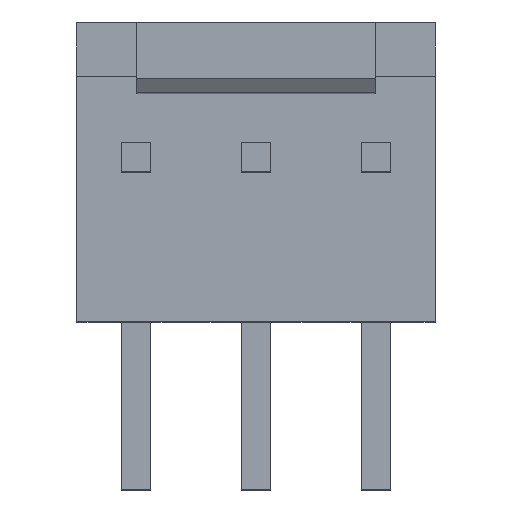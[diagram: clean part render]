
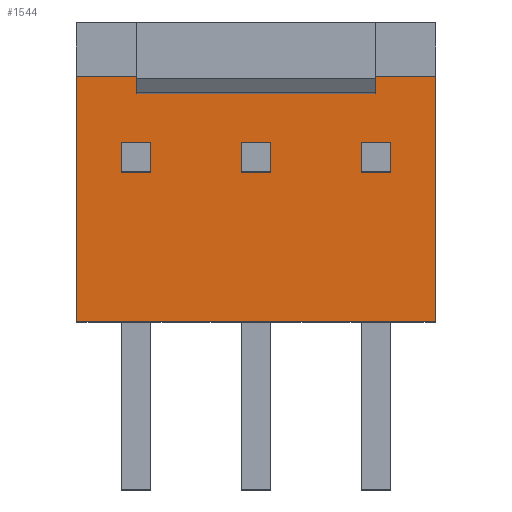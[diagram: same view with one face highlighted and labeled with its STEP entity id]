
A CAD part, top view. The second image highlights one B-rep face of the part: STEP entity #1544.
In plain terms, the highlighted planar face has unit normal (0, 0, 1).
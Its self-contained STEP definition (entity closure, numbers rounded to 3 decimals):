
#138=DIRECTION('',(0.,-1.,0.));
#139=VECTOR('',#138,5.207);
#140=CARTESIAN_POINT('',(-3.81,1.727,0.));
#141=LINE('',#140,#139);
#342=DIRECTION('',(1.,0.,0.));
#343=VECTOR('',#342,7.62);
#344=CARTESIAN_POINT('',(-3.81,1.727,0.));
#345=LINE('',#344,#343);
#346=DIRECTION('',(0.,1.,0.));
#347=VECTOR('',#346,0.622);
#348=CARTESIAN_POINT('',(2.229,-0.311,0.));
#349=LINE('',#348,#347);
#350=DIRECTION('',(1.,0.,0.));
#351=VECTOR('',#350,0.622);
#352=CARTESIAN_POINT('',(2.229,-0.311,0.));
#353=LINE('',#352,#351);
#354=DIRECTION('',(0.,1.,0.));
#355=VECTOR('',#354,0.622);
#356=CARTESIAN_POINT('',(2.851,-0.311,0.));
#357=LINE('',#356,#355);
#358=DIRECTION('',(1.,0.,0.));
#359=VECTOR('',#358,0.622);
#360=CARTESIAN_POINT('',(2.229,0.311,0.));
#361=LINE('',#360,#359);
#362=DIRECTION('',(0.,1.,0.));
#363=VECTOR('',#362,0.622);
#364=CARTESIAN_POINT('',(-0.311,-0.311,0.));
#365=LINE('',#364,#363);
#366=DIRECTION('',(1.,0.,0.));
#367=VECTOR('',#366,0.622);
#368=CARTESIAN_POINT('',(-0.311,-0.311,0.));
#369=LINE('',#368,#367);
#370=DIRECTION('',(0.,1.,0.));
#371=VECTOR('',#370,0.622);
#372=CARTESIAN_POINT('',(0.311,-0.311,0.));
#373=LINE('',#372,#371);
#374=DIRECTION('',(1.,0.,0.));
#375=VECTOR('',#374,0.622);
#376=CARTESIAN_POINT('',(-0.311,0.311,0.));
#377=LINE('',#376,#375);
#378=DIRECTION('',(0.,1.,0.));
#379=VECTOR('',#378,0.622);
#380=CARTESIAN_POINT('',(-2.851,-0.311,0.));
#381=LINE('',#380,#379);
#382=DIRECTION('',(1.,0.,0.));
#383=VECTOR('',#382,0.622);
#384=CARTESIAN_POINT('',(-2.851,-0.311,0.));
#385=LINE('',#384,#383);
#386=DIRECTION('',(0.,1.,0.));
#387=VECTOR('',#386,0.622);
#388=CARTESIAN_POINT('',(-2.229,-0.311,0.));
#389=LINE('',#388,#387);
#390=DIRECTION('',(1.,0.,0.));
#391=VECTOR('',#390,0.622);
#392=CARTESIAN_POINT('',(-2.851,0.311,0.));
#393=LINE('',#392,#391);
#414=DIRECTION('',(0.,-1.,0.));
#415=VECTOR('',#414,5.207);
#416=CARTESIAN_POINT('',(3.81,1.727,0.));
#417=LINE('',#416,#415);
#462=DIRECTION('',(1.,0.,0.));
#463=VECTOR('',#462,7.62);
#464=CARTESIAN_POINT('',(-3.81,-3.48,0.));
#465=LINE('',#464,#463);
#966=CARTESIAN_POINT('',(-3.81,-3.48,0.));
#968=VERTEX_POINT('',#966);
#972=CARTESIAN_POINT('',(3.81,-3.48,0.));
#974=VERTEX_POINT('',#972);
#978=CARTESIAN_POINT('',(-3.81,1.727,0.));
#980=VERTEX_POINT('',#978);
#984=CARTESIAN_POINT('',(3.81,1.727,0.));
#986=VERTEX_POINT('',#984);
#1058=CARTESIAN_POINT('',(2.229,-0.311,0.));
#1059=CARTESIAN_POINT('',(2.229,0.311,0.));
#1060=VERTEX_POINT('',#1058);
#1061=VERTEX_POINT('',#1059);
#1062=CARTESIAN_POINT('',(2.851,-0.311,0.));
#1063=CARTESIAN_POINT('',(2.851,0.311,0.));
#1064=VERTEX_POINT('',#1062);
#1065=VERTEX_POINT('',#1063);
#1098=CARTESIAN_POINT('',(-0.311,-0.311,0.));
#1099=CARTESIAN_POINT('',(-0.311,0.311,0.));
#1100=VERTEX_POINT('',#1098);
#1101=VERTEX_POINT('',#1099);
#1102=CARTESIAN_POINT('',(0.311,-0.311,0.));
#1103=CARTESIAN_POINT('',(0.311,0.311,0.));
#1104=VERTEX_POINT('',#1102);
#1105=VERTEX_POINT('',#1103);
#1138=CARTESIAN_POINT('',(-2.851,-0.311,0.));
#1139=CARTESIAN_POINT('',(-2.851,0.311,0.));
#1140=VERTEX_POINT('',#1138);
#1141=VERTEX_POINT('',#1139);
#1142=CARTESIAN_POINT('',(-2.229,-0.311,0.));
#1143=CARTESIAN_POINT('',(-2.229,0.311,0.));
#1144=VERTEX_POINT('',#1142);
#1145=VERTEX_POINT('',#1143);
#1502=CARTESIAN_POINT('',(-3.81,2.87,0.));
#1503=DIRECTION('',(0.,0.,1.));
#1504=DIRECTION('',(0.,-1.,0.));
#1505=AXIS2_PLACEMENT_3D('',#1502,#1503,#1504);
#1506=PLANE('',#1505);
#1507=ORIENTED_EDGE('',*,*,#1268,.T.);
#1509=ORIENTED_EDGE('',*,*,#1508,.T.);
#1511=ORIENTED_EDGE('',*,*,#1510,.F.);
#1512=ORIENTED_EDGE('',*,*,#1245,.F.);
#1513=EDGE_LOOP('',(#1507,#1509,#1511,#1512));
#1514=FACE_OUTER_BOUND('',#1513,.F.);
#1516=ORIENTED_EDGE('',*,*,#1515,.F.);
#1518=ORIENTED_EDGE('',*,*,#1517,.T.);
#1520=ORIENTED_EDGE('',*,*,#1519,.T.);
#1522=ORIENTED_EDGE('',*,*,#1521,.F.);
#1523=EDGE_LOOP('',(#1516,#1518,#1520,#1522));
#1524=FACE_BOUND('',#1523,.F.);
#1526=ORIENTED_EDGE('',*,*,#1525,.F.);
#1528=ORIENTED_EDGE('',*,*,#1527,.T.);
#1530=ORIENTED_EDGE('',*,*,#1529,.T.);
#1532=ORIENTED_EDGE('',*,*,#1531,.F.);
#1533=EDGE_LOOP('',(#1526,#1528,#1530,#1532));
#1534=FACE_BOUND('',#1533,.F.);
#1536=ORIENTED_EDGE('',*,*,#1535,.F.);
#1537=ORIENTED_EDGE('',*,*,#1476,.T.);
#1539=ORIENTED_EDGE('',*,*,#1538,.T.);
#1541=ORIENTED_EDGE('',*,*,#1540,.F.);
#1542=EDGE_LOOP('',(#1536,#1537,#1539,#1541));
#1543=FACE_BOUND('',#1542,.F.);
#1245=EDGE_CURVE('',#980,#968,#141,.T.);
#1268=EDGE_CURVE('',#980,#986,#345,.T.);
#1476=EDGE_CURVE('',#1140,#1144,#385,.T.);
#1508=EDGE_CURVE('',#986,#974,#417,.T.);
#1510=EDGE_CURVE('',#968,#974,#465,.T.);
#1515=EDGE_CURVE('',#1060,#1061,#349,.T.);
#1517=EDGE_CURVE('',#1060,#1064,#353,.T.);
#1519=EDGE_CURVE('',#1064,#1065,#357,.T.);
#1521=EDGE_CURVE('',#1061,#1065,#361,.T.);
#1525=EDGE_CURVE('',#1100,#1101,#365,.T.);
#1527=EDGE_CURVE('',#1100,#1104,#369,.T.);
#1529=EDGE_CURVE('',#1104,#1105,#373,.T.);
#1531=EDGE_CURVE('',#1101,#1105,#377,.T.);
#1535=EDGE_CURVE('',#1140,#1141,#381,.T.);
#1538=EDGE_CURVE('',#1144,#1145,#389,.T.);
#1540=EDGE_CURVE('',#1141,#1145,#393,.T.);
#1544=ADVANCED_FACE('',(#1514,#1524,#1534,#1543),#1506,.T.);
